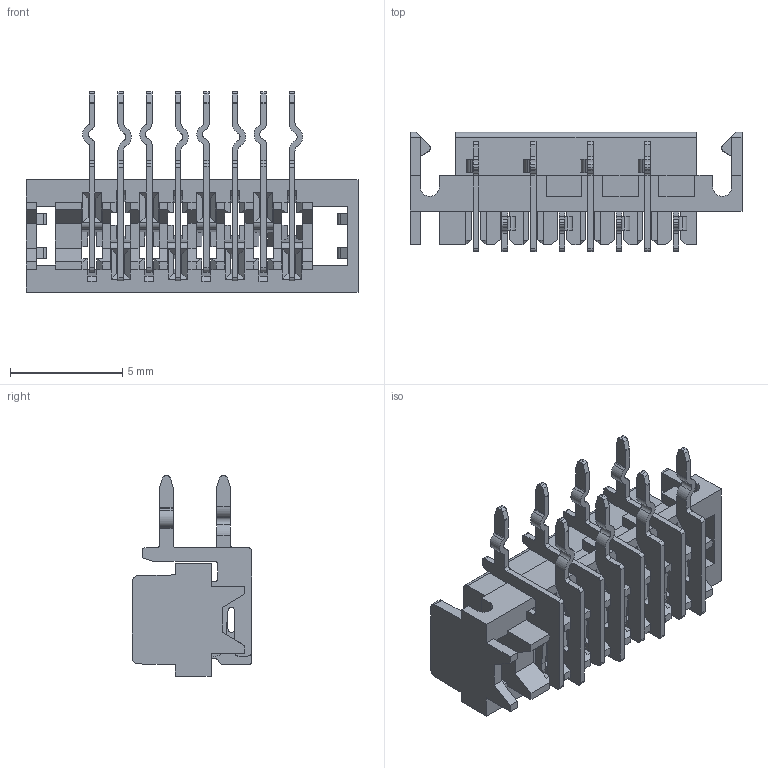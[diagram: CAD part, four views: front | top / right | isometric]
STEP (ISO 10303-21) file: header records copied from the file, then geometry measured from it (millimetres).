
FILE_DESCRIPTION(/* description */ (''),/* implementation_level */ '2;1');
FILE_NAME(/* name */ '699-4-08-1.stp',/* time_stamp */ '2025-07-14T11:53:28+02:00',/* author */ ('andreas.larin'),/* organization */ (''),/* preprocessor_version */ 'ST-DEVELOPER v20',/* originating_system */ 'Autodesk Inventor 2025',/* authorisation */ '');
FILE_SCHEMA (('AUTOMOTIVE_DESIGN { 1 0 10303 214 3 1 1 }'));
Length unit declared in the file: millimetre
Products named in the file (1): 699-4-08-1
Bounding box: 14.76 x 5.3 x 8.9 mm (x, y, z)
Volume: 187.4 mm3; surface area: 934.4 mm2
Topology: 1 solids, 1 shells, 1062 faces, 3220 edges, 2132 vertices
Faces by surface type: plane 740, cylinder 322
Entity records: 36063 total; most frequent: ORIENTED_EDGE 6440, CARTESIAN_POINT 6415, DIRECTION 6010, EDGE_CURVE 3220, LINE 2556, VECTOR 2556, VERTEX_POINT 2132, AXIS2_PLACEMENT_3D 1727
